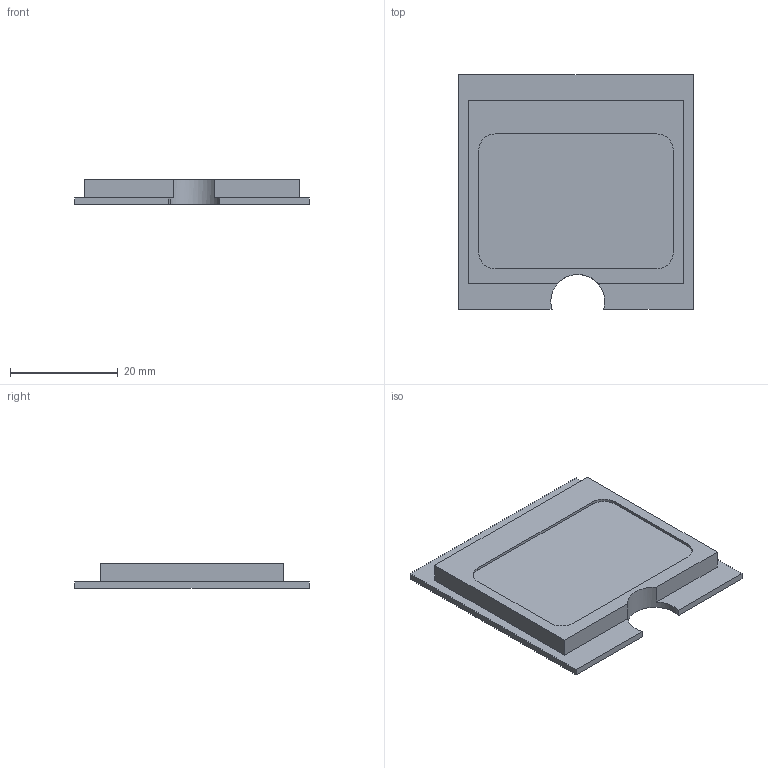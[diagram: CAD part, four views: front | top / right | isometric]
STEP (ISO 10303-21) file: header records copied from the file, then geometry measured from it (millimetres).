
FILE_DESCRIPTION(('CATIA V5 STEP Exchange'),'2;1');
FILE_NAME('LCD Nokia 5110.stp','2014-09-04T20:17:38+00:00',('none'),('none'),'CATIA Version 5 Release 19 GA (IN-10)','CATIA V5 STEP AP203','none');
FILE_SCHEMA(('CONFIG_CONTROL_DESIGN'));
Length unit declared in the file: millimetre
Products named in the file (1): LCD Nokia 5110
Bounding box: 43.5 x 43.5 x 4.6 mm (x, y, z)
Volume: 6353.9 mm3; surface area: 4461.9 mm2
Topology: 1 solids, 1 shells, 24 faces, 63 edges, 42 vertices
Faces by surface type: plane 18, cylinder 6
Entity records: 754 total; most frequent: CARTESIAN_POINT 127, ORIENTED_EDGE 126, DIRECTION 105, EDGE_CURVE 63, VECTOR 49, LINE 49, VERTEX_POINT 42, AXIS2_PLACEMENT_3D 36
